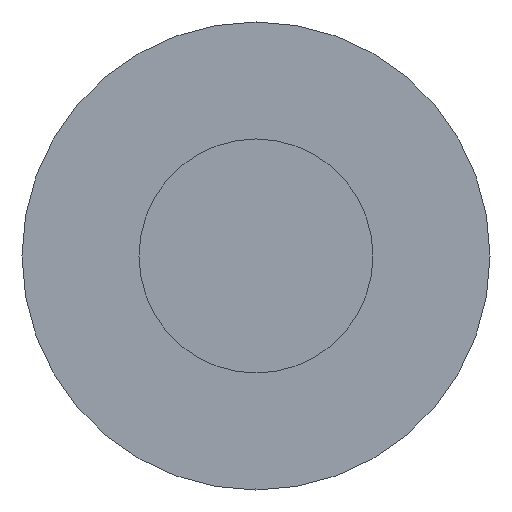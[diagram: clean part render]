
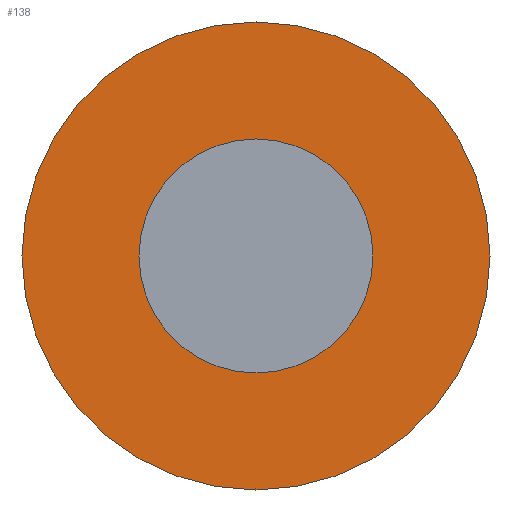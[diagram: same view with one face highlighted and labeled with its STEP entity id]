
A CAD part, left-side view. The second image highlights one B-rep face of the part: STEP entity #138.
In plain terms, the highlighted planar face has unit normal (-1, 0, 0).
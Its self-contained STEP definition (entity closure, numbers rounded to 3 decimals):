
#14 = CARTESIAN_POINT ( 'NONE',  ( 12., 0., -6. ) ) ;
#21 = VERTEX_POINT ( 'NONE', #82 ) ;
#27 = AXIS2_PLACEMENT_3D ( 'NONE', #267, #301, #159 ) ;
#28 = CARTESIAN_POINT ( 'NONE',  ( 12., 0., 0. ) ) ;
#29 = AXIS2_PLACEMENT_3D ( 'NONE', #28, #60, #122 ) ;
#30 = CARTESIAN_POINT ( 'NONE',  ( 12., 0., 0. ) ) ;
#43 = EDGE_CURVE ( 'NONE', #273, #21, #361, .T. ) ;
#47 = EDGE_CURVE ( 'NONE', #21, #273, #374, .T. ) ;
#53 = AXIS2_PLACEMENT_3D ( 'NONE', #30, #261, #204 ) ;
#56 = VERTEX_POINT ( 'NONE', #353 ) ;
#60 = DIRECTION ( 'NONE',  ( -1., 0., 0. ) ) ;
#61 = ORIENTED_EDGE ( 'NONE', *, *, #47, .T. ) ;
#62 = DIRECTION ( 'NONE',  ( 0., 0., -1. ) ) ;
#72 = ORIENTED_EDGE ( 'NONE', *, *, #79, .F. ) ;
#79 = EDGE_CURVE ( 'NONE', #383, #56, #205, .T. ) ;
#80 = FACE_OUTER_BOUND ( 'NONE', #182, .T. ) ;
#82 = CARTESIAN_POINT ( 'NONE',  ( 12., 0., 6. ) ) ;
#122 = DIRECTION ( 'NONE',  ( 0., 0., 1. ) ) ;
#127 = DIRECTION ( 'NONE',  ( -1., 0., 0. ) ) ;
#138 = ADVANCED_FACE ( 'NONE', ( #346, #80 ), #155, .F. ) ;
#155 = PLANE ( 'NONE',  #328 ) ;
#159 = DIRECTION ( 'NONE',  ( 0., 0., 1. ) ) ;
#171 = ORIENTED_EDGE ( 'NONE', *, *, #211, .F. ) ;
#182 = EDGE_LOOP ( 'NONE', ( #61, #325 ) ) ;
#202 = CIRCLE ( 'NONE', #27, 3. ) ;
#204 = DIRECTION ( 'NONE',  ( 0., 0., 1. ) ) ;
#205 = CIRCLE ( 'NONE', #53, 3. ) ;
#207 = AXIS2_PLACEMENT_3D ( 'NONE', #295, #127, #297 ) ;
#211 = EDGE_CURVE ( 'NONE', #56, #383, #202, .T. ) ;
#230 = DIRECTION ( 'NONE',  ( 1., 0., 0. ) ) ;
#239 = EDGE_LOOP ( 'NONE', ( #72, #171 ) ) ;
#258 = CARTESIAN_POINT ( 'NONE',  ( 12., 3., 0. ) ) ;
#261 = DIRECTION ( 'NONE',  ( -1., 0., 0. ) ) ;
#267 = CARTESIAN_POINT ( 'NONE',  ( 12., 0., 0. ) ) ;
#273 = VERTEX_POINT ( 'NONE', #14 ) ;
#295 = CARTESIAN_POINT ( 'NONE',  ( 12., 0., 0. ) ) ;
#297 = DIRECTION ( 'NONE',  ( 0., 0., 1. ) ) ;
#301 = DIRECTION ( 'NONE',  ( -1., 0., 0. ) ) ;
#325 = ORIENTED_EDGE ( 'NONE', *, *, #43, .T. ) ;
#328 = AXIS2_PLACEMENT_3D ( 'NONE', #258, #230, #62 ) ;
#346 = FACE_BOUND ( 'NONE', #239, .T. ) ;
#347 = CARTESIAN_POINT ( 'NONE',  ( 12., 0., 3. ) ) ;
#353 = CARTESIAN_POINT ( 'NONE',  ( 12., 0., -3. ) ) ;
#361 = CIRCLE ( 'NONE', #207, 6. ) ;
#374 = CIRCLE ( 'NONE', #29, 6. ) ;
#383 = VERTEX_POINT ( 'NONE', #347 ) ;
